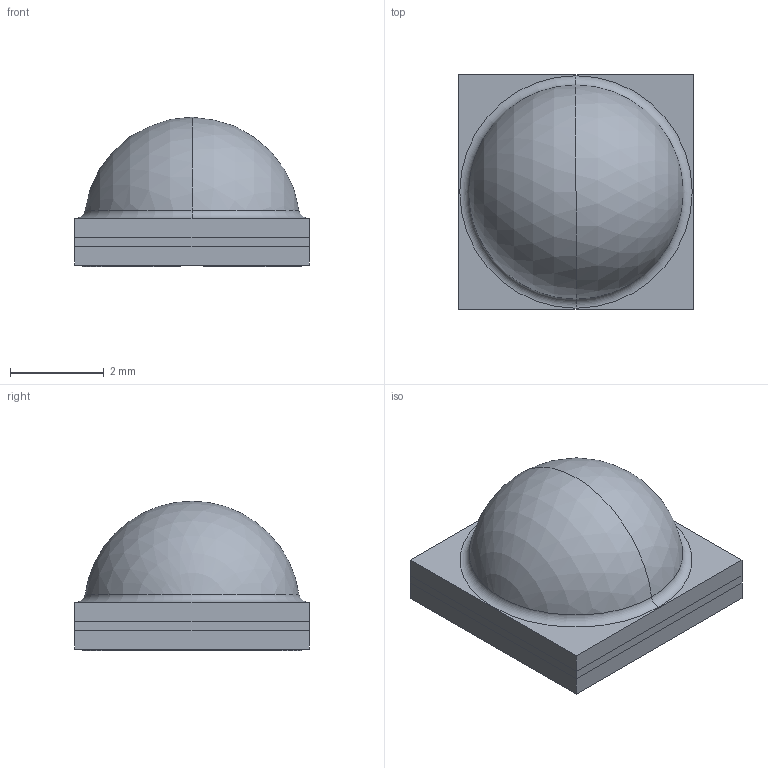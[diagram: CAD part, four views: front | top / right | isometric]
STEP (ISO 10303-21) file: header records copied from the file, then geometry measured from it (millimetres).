
FILE_DESCRIPTION (( 'STEP AP214' ), '1' );
FILE_NAME ('NWSW144A.STEP', '2016-04-06T00:24:59', ( '' ), ( '' ), 'SwSTEP 2.0', 'SolidWorks 2013', '' );
FILE_SCHEMA (( 'AUTOMOTIVE_DESIGN' ));
Length unit declared in the file: millimetre
Products named in the file (4): NWSW144A; Part2; Part3; Part1
Assembly tree (3 placements, depth 2):
  NWSW144A
    Part1
    Part2
    Part3
Bounding box: 5 x 5 x 3.19 mm (x, y, z)
Volume: 48.7 mm3; surface area: 184.5 mm2
Topology: 3 solids, 3 shells, 41 faces, 95 edges, 63 vertices
Faces by surface type: plane 34, cylinder 3, sphere 2, torus 2
Entity records: 1309 total; most frequent: CARTESIAN_POINT 205, DIRECTION 203, ORIENTED_EDGE 190, EDGE_CURVE 95, LINE 81, VECTOR 81, VERTEX_POINT 63, AXIS2_PLACEMENT_3D 61
